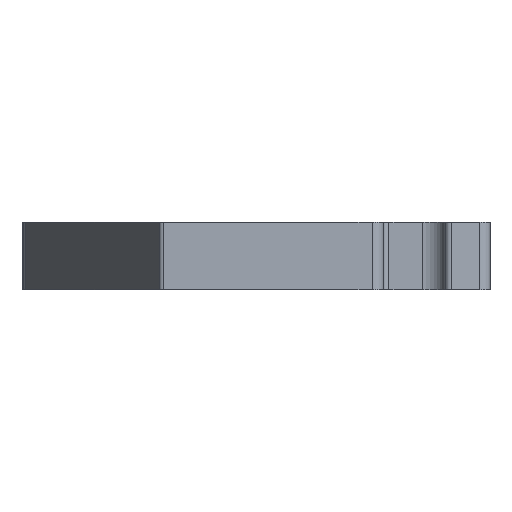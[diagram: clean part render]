
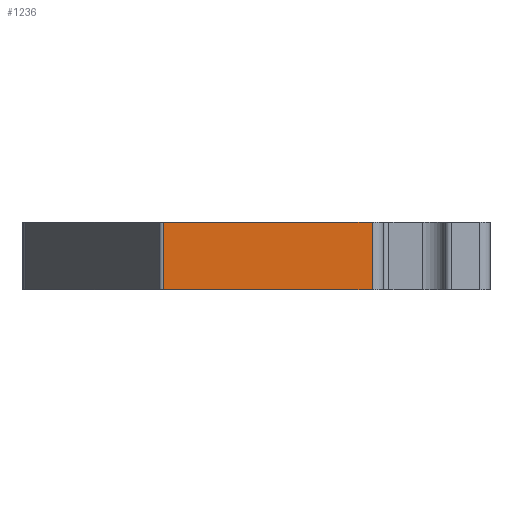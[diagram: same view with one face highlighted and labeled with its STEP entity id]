
A CAD part, left-side view. The second image highlights one B-rep face of the part: STEP entity #1236.
In plain terms, the highlighted planar face has unit normal (-1, 0, 0).
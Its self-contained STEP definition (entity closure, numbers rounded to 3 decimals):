
#1236=ADVANCED_FACE('',(#2940),#2245,.T.);
#2245=PLANE('',#20013);
#2940=FACE_OUTER_BOUND('',#3945,.T.);
#3945=EDGE_LOOP('',(#5281,#5282,#5283,#5284));
#5281=ORIENTED_EDGE('',*,*,#12795,.F.);
#5282=ORIENTED_EDGE('',*,*,#12851,.F.);
#5283=ORIENTED_EDGE('',*,*,#12703,.F.);
#5284=ORIENTED_EDGE('',*,*,#12852,.F.);
#10785=VERTEX_POINT('',#27255);
#10786=VERTEX_POINT('',#27257);
#10866=VERTEX_POINT('',#27438);
#10867=VERTEX_POINT('',#27440);
#12703=EDGE_CURVE('',#10785,#10786,#15562,.T.);
#12795=EDGE_CURVE('',#10866,#10867,#15616,.T.);
#12851=EDGE_CURVE('',#10786,#10866,#15656,.T.);
#12852=EDGE_CURVE('',#10867,#10785,#15657,.T.);
#15562=LINE('',#27256,#17751);
#15616=LINE('',#27439,#17805);
#15656=LINE('',#27548,#17845);
#15657=LINE('',#27550,#17846);
#17751=VECTOR('',#21668,1.);
#17805=VECTOR('',#21802,1.);
#17845=VECTOR('',#21924,1.);
#17846=VECTOR('',#21927,1.);
#20013=AXIS2_PLACEMENT_3D('',#27551,#21928,#21929);
#21668=DIRECTION('',(0.,1.,0.));
#21802=DIRECTION('',(0.,-1.,0.));
#21924=DIRECTION('',(0.,0.,1.));
#21927=DIRECTION('',(0.,0.,-1.));
#21928=DIRECTION('',(-1.,0.,0.));
#21929=DIRECTION('',(0.,-1.,0.));
#27255=CARTESIAN_POINT('',(-8.387,-31.433,0.));
#27256=CARTESIAN_POINT('',(-8.387,-31.433,0.));
#27257=CARTESIAN_POINT('',(-8.387,-12.855,0.));
#27438=CARTESIAN_POINT('',(-8.387,-12.855,6.));
#27439=CARTESIAN_POINT('',(-8.387,-12.855,6.));
#27440=CARTESIAN_POINT('',(-8.387,-31.433,6.));
#27548=CARTESIAN_POINT('',(-8.387,-12.855,0.));
#27550=CARTESIAN_POINT('',(-8.387,-31.433,6.));
#27551=CARTESIAN_POINT('',(-8.387,-29.984,0.));
